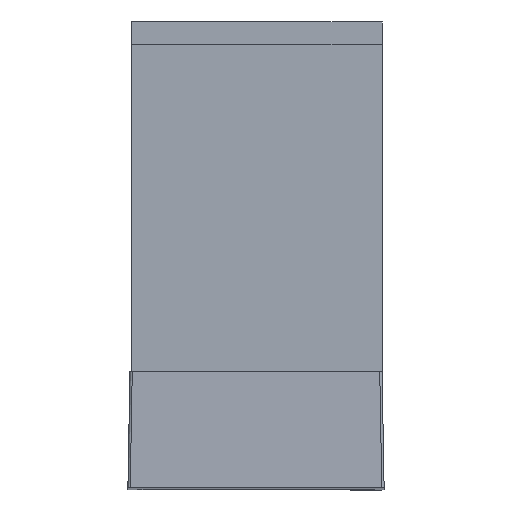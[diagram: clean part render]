
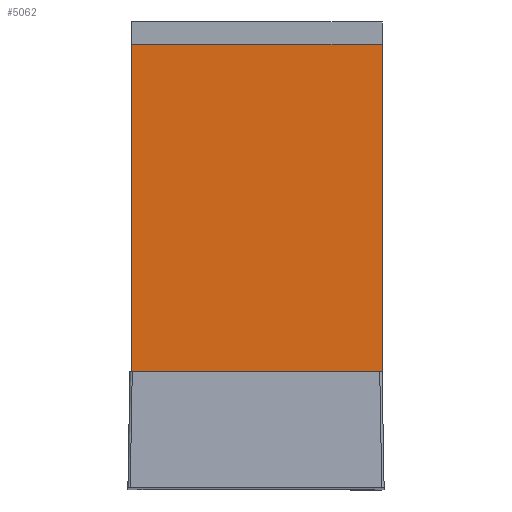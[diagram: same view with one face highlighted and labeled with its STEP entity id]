
A CAD part, top view. The second image highlights one B-rep face of the part: STEP entity #5062.
In plain terms, the highlighted face is planar.
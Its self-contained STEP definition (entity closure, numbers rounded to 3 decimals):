
#563=FACE_OUTER_BOUND('',#872,.T.);
#872=EDGE_LOOP('',(#4050,#4051,#4052,#4053));
#1167=LINE('',#22920,#1687);
#1171=LINE('',#22928,#1691);
#1174=LINE('',#22934,#1694);
#1177=LINE('',#22939,#1697);
#1687=VECTOR('',#6266,1.);
#1691=VECTOR('',#6272,1.);
#1694=VECTOR('',#6277,1.);
#1697=VECTOR('',#6282,1.);
#2275=VERTEX_POINT('',#22918);
#2276=VERTEX_POINT('',#22919);
#2279=VERTEX_POINT('',#22927);
#2281=VERTEX_POINT('',#22933);
#2898=EDGE_CURVE('',#2275,#2276,#1167,.T.);
#2902=EDGE_CURVE('',#2279,#2275,#1171,.T.);
#2905=EDGE_CURVE('',#2281,#2279,#1174,.T.);
#2908=EDGE_CURVE('',#2276,#2281,#1177,.T.);
#4050=ORIENTED_EDGE('',*,*,#2908,.F.);
#4051=ORIENTED_EDGE('',*,*,#2898,.F.);
#4052=ORIENTED_EDGE('',*,*,#2902,.F.);
#4053=ORIENTED_EDGE('',*,*,#2905,.F.);
#4775=PLANE('',#5478);
#5062=ADVANCED_FACE('',(#563),#4775,.F.);
#5478=AXIS2_PLACEMENT_3D('',#22942,#6286,#6287);
#6266=DIRECTION('',(0.,0.,-1.));
#6272=DIRECTION('',(0.,-1.,0.));
#6277=DIRECTION('',(0.,0.,1.));
#6282=DIRECTION('',(0.,1.,0.));
#6286=DIRECTION('center_axis',(1.,0.,0.));
#6287=DIRECTION('ref_axis',(0.,0.,-1.));
#22918=CARTESIAN_POINT('',(-1044.,-215.,300.));
#22919=CARTESIAN_POINT('',(-1044.,-215.,19.));
#22920=CARTESIAN_POINT('',(-1044.,-215.,300.));
#22927=CARTESIAN_POINT('',(-1044.,0.,300.));
#22928=CARTESIAN_POINT('',(-1044.,0.,300.));
#22933=CARTESIAN_POINT('',(-1044.,0.,19.));
#22934=CARTESIAN_POINT('',(-1044.,0.,19.));
#22939=CARTESIAN_POINT('',(-1044.,-215.,19.));
#22942=CARTESIAN_POINT('Origin',(-1044.,-107.5,159.5));
